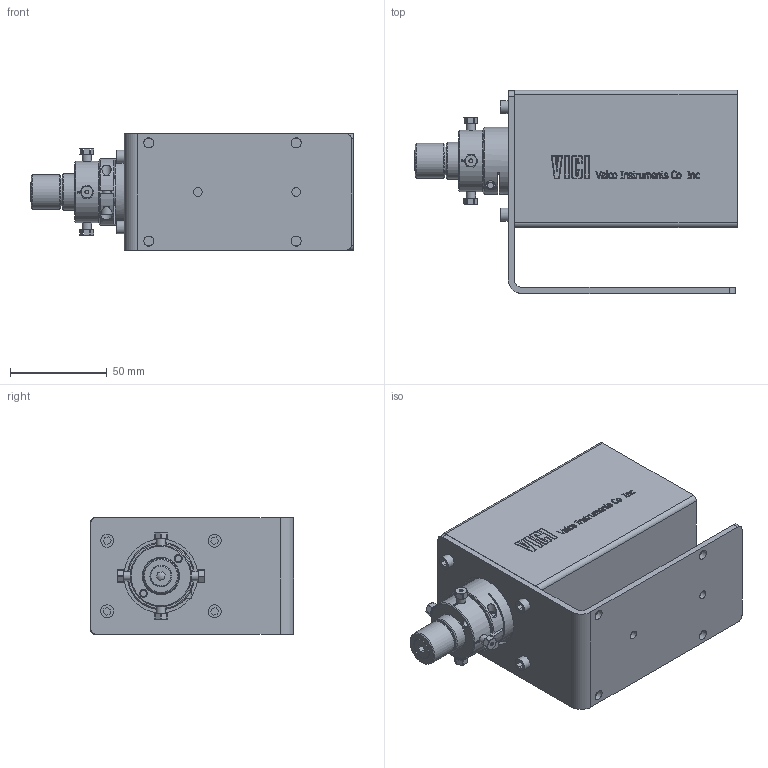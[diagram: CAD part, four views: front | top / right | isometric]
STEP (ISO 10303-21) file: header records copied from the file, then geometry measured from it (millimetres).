
FILE_DESCRIPTION((''),'2;1');
FILE_NAME('506382-EUHAC4WE 4 Port 2-pos valve with universal actuator.stp','2013-08-12T08:53:08',('Franzp'),(''),'Autodesk Inventor 2013','Autodesk Inventor 2013','');
FILE_SCHEMA(('AUTOMOTIVE_DESIGN { 1 0 10303 214 1 1 1 1 }'));
Length unit declared in the file: millimetre
Products named in the file (1): 506382_Shrinkwrap_1
Bounding box: 166.54 x 104.98 x 60.34 mm (x, y, z)
Surface area: 96572.4 mm2 (no closed solid volume)
Topology: 0 solids, 103 shells, 273 faces, 2353 edges, 2154 vertices
Faces by surface type: plane 202, cylinder 54, cone 16, sphere 1
Full cylindrical faces by diameter (mm): 1.727 x4, 2 x1, 3.302 x2, 4.166 x1, 4.445 x2, 4.826 x4, 5.156 x4, 5.78 x1, 5.94 x1, 6.35 x1, 6.7 x4, 13.97 x1, 14.4 x1, 18 x1, 19.05 x2, 19.075 x1, 31.75 x1, 34.671 x1, 38.1 x1
Entity records: 24025 total; most frequent: CARTESIAN_POINT 8107, ORIENTED_EDGE 2607, DIRECTION 2390, EDGE_CURVE 2273, VERTEX_POINT 2127, VECTOR 1224, LINE 1224, AXIS2_PLACEMENT_3D 583
